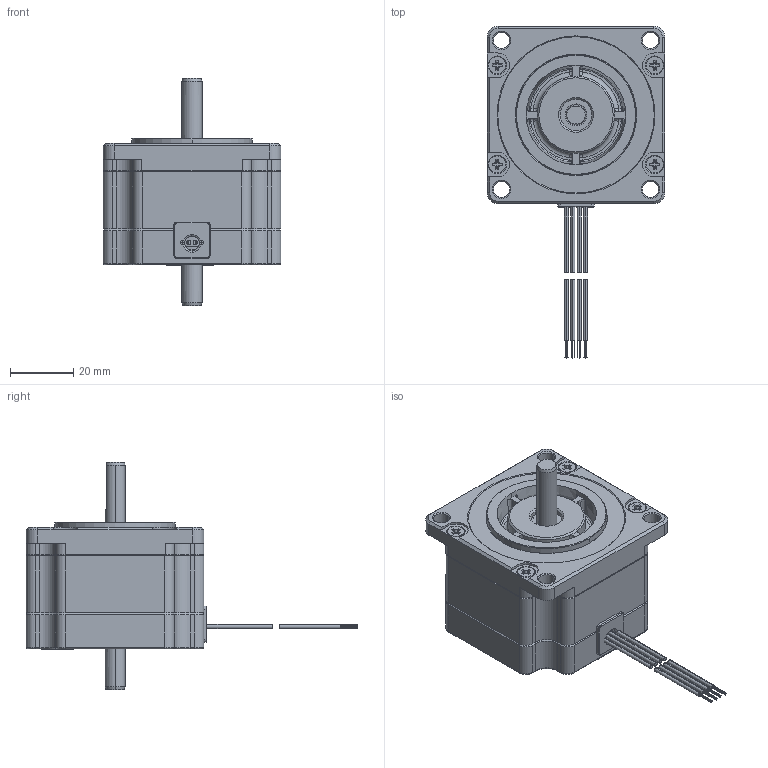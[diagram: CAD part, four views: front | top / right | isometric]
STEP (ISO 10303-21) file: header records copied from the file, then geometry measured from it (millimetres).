
FILE_DESCRIPTION((''),'2;1');
FILE_NAME('4611110027550_ASM','2024-04-17T10:35:02',('ms26442'),(''),'CREO PARAMETRIC BY PTC INC, 2018100','CREO PARAMETRIC BY PTC INC, 2018100','');
FILE_SCHEMA(('CONFIG_CONTROL_DESIGN'));
Products named in the file (24): 4613102100463; 3698153000015; 3698153000134; 4613104004519_ASM; 4634140204219; 3632305500063; 4613103009072_ASM; 4219121302125; 4613106100475_AF0; 4332101101885_AF0; 4693220000379_AF0; 4613106100475_AF1; 4613107110463_ASM; 4333201500270; 4333201500254; 4331101000005; 4613108006950_ASM; 4219121302777; 4294440200013_AF0; 4294404000573; 4613153002508_ASM; 3219720005029; 3219720000388; 4611110027550_ASM
Assembly tree (27 placements, depth 5):
  4611110027550_ASM
    4613153002508_ASM
      4613103009072_ASM
        4613104004519_ASM
          4613102100463
          3698153000015
          3698153000134
        4634140204219
        3632305500063
      4219121302125
      4613108006950_ASM
        4613107110463_ASM
          4613106100475_AF0
          4332101101885_AF0
          4693220000379_AF0
          4613106100475_AF1
        4333201500270
        4333201500254
        4331101000005  x2
      4219121302777
      4294440200013_AF0
      4294404000573  x4
    3219720005029
    3219720000388
Bounding box: 56.26 x 105.08 x 72 mm (x, y, z)
Volume: 80065.7 mm3; surface area: 72928.2 mm2
Topology: 32 solids, 46 shells, 3532 faces, 9704 edges, 6360 vertices
Faces by surface type: plane 1717, cylinder 1559, cone 131, torus 64, bspline 37, extrusion 24
Entity records: 112019 total; most frequent: CARTESIAN_POINT 21969, DIRECTION 19234, ORIENTED_EDGE 18760, EDGE_CURVE 9394, AXIS2_PLACEMENT_3D 6604, VERTEX_POINT 6162, VECTOR 6026, LINE 6002
